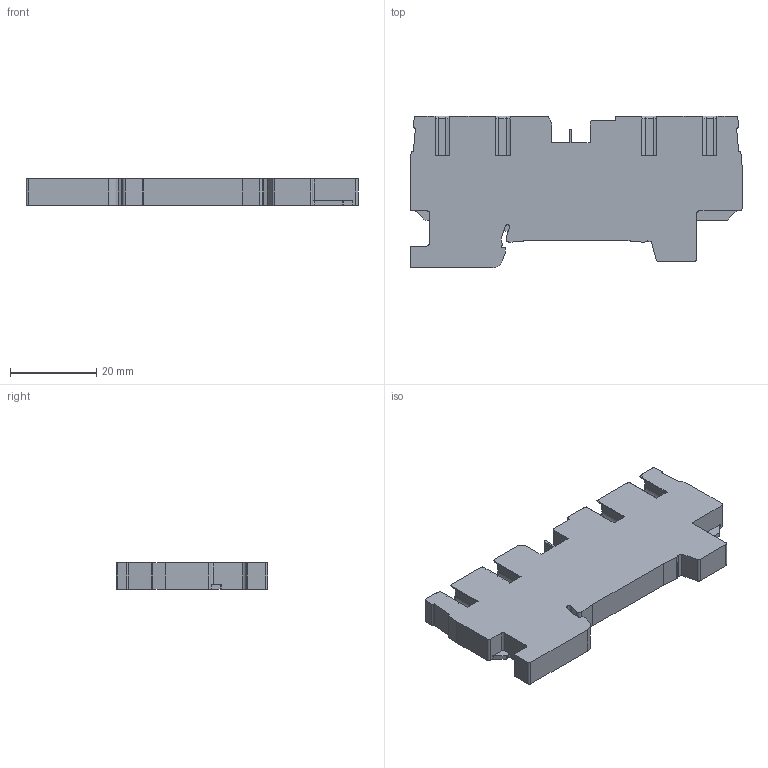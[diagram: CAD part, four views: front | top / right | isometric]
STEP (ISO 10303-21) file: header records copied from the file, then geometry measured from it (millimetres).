
FILE_DESCRIPTION((''),'2;1');
FILE_NAME('27017_PSL4_4A','2019-07-18T',('Christian Carl'),(''),'CREO PARAMETRIC BY PTC INC, 2016380','CREO PARAMETRIC BY PTC INC, 2016380','');
FILE_SCHEMA(('CONFIG_CONTROL_DESIGN'));
Length unit declared in the file: millimetre
Products named in the file (1): 27017_PSL4_4A
Bounding box: 77 x 35.2 x 6.1 mm (x, y, z)
Volume: 11188.7 mm3; surface area: 7812.3 mm2
Topology: 1 solids, 1 shells, 305 faces, 859 edges, 564 vertices
Faces by surface type: plane 203, cylinder 86, cone 16
Entity records: 9868 total; most frequent: CARTESIAN_POINT 1788, ORIENTED_EDGE 1718, DIRECTION 1647, EDGE_CURVE 859, VECTOR 655, LINE 655, VERTEX_POINT 564, AXIS2_PLACEMENT_3D 496
